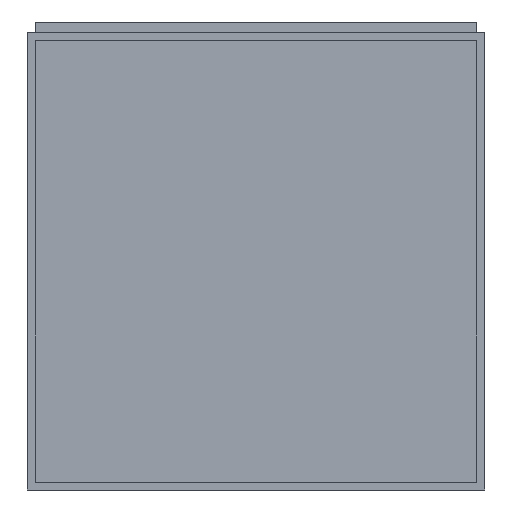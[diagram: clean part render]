
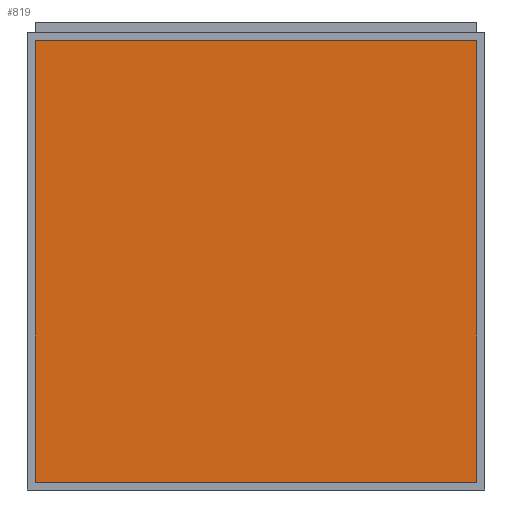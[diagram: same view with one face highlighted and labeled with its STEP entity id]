
A CAD part, front view. The second image highlights one B-rep face of the part: STEP entity #819.
In plain terms, the highlighted planar face has unit normal (0, -1, 0).
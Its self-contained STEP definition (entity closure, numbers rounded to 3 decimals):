
#23 = CARTESIAN_POINT ( 'NONE',  ( -63.339, 0., -515.452 ) ) ;
#47 = PLANE ( 'NONE',  #300 ) ;
#60 = ORIENTED_EDGE ( 'NONE', *, *, #642, .F. ) ;
#64 = VERTEX_POINT ( 'NONE', #276 ) ;
#73 = CARTESIAN_POINT ( 'NONE',  ( -63.339, 0., 59.548 ) ) ;
#90 = VERTEX_POINT ( 'NONE', #73 ) ;
#169 = LINE ( 'NONE', #23, #864 ) ;
#177 = VECTOR ( 'NONE', #317, 1000. ) ;
#204 = ORIENTED_EDGE ( 'NONE', *, *, #684, .F. ) ;
#230 = EDGE_CURVE ( 'NONE', #64, #756, #319, .T. ) ;
#266 = EDGE_LOOP ( 'NONE', ( #204, #60, #539, #509 ) ) ;
#276 = CARTESIAN_POINT ( 'NONE',  ( 511.661, 0., 59.548 ) ) ;
#294 = DIRECTION ( 'NONE',  ( -1., 0., 0. ) ) ;
#300 = AXIS2_PLACEMENT_3D ( 'NONE', #323, #795, #392 ) ;
#317 = DIRECTION ( 'NONE',  ( 1., 0., 0. ) ) ;
#319 = LINE ( 'NONE', #632, #676 ) ;
#323 = CARTESIAN_POINT ( 'NONE',  ( 0., 0., 0. ) ) ;
#355 = FACE_OUTER_BOUND ( 'NONE', #266, .T. ) ;
#357 = CARTESIAN_POINT ( 'NONE',  ( -63.339, 0., -515.452 ) ) ;
#363 = EDGE_CURVE ( 'NONE', #90, #64, #698, .T. ) ;
#392 = DIRECTION ( 'NONE',  ( 0., 0., 1. ) ) ;
#450 = VERTEX_POINT ( 'NONE', #518 ) ;
#509 = ORIENTED_EDGE ( 'NONE', *, *, #363, .F. ) ;
#518 = CARTESIAN_POINT ( 'NONE',  ( -63.339, 0., -515.452 ) ) ;
#539 = ORIENTED_EDGE ( 'NONE', *, *, #230, .F. ) ;
#618 = VECTOR ( 'NONE', #294, 1000. ) ;
#628 = DIRECTION ( 'NONE',  ( 0., 0., -1. ) ) ;
#632 = CARTESIAN_POINT ( 'NONE',  ( 511.661, 0., -515.452 ) ) ;
#633 = DIRECTION ( 'NONE',  ( 0., 0., 1. ) ) ;
#642 = EDGE_CURVE ( 'NONE', #756, #450, #801, .T. ) ;
#676 = VECTOR ( 'NONE', #628, 1000. ) ;
#684 = EDGE_CURVE ( 'NONE', #450, #90, #169, .T. ) ;
#698 = LINE ( 'NONE', #717, #177 ) ;
#707 = CARTESIAN_POINT ( 'NONE',  ( 511.661, 0., -515.452 ) ) ;
#717 = CARTESIAN_POINT ( 'NONE',  ( -63.339, 0., 59.548 ) ) ;
#756 = VERTEX_POINT ( 'NONE', #707 ) ;
#795 = DIRECTION ( 'NONE',  ( 0., 1., 0. ) ) ;
#801 = LINE ( 'NONE', #357, #618 ) ;
#819 = ADVANCED_FACE ( 'NONE', ( #355 ), #47, .F. ) ;
#864 = VECTOR ( 'NONE', #633, 1000. ) ;
